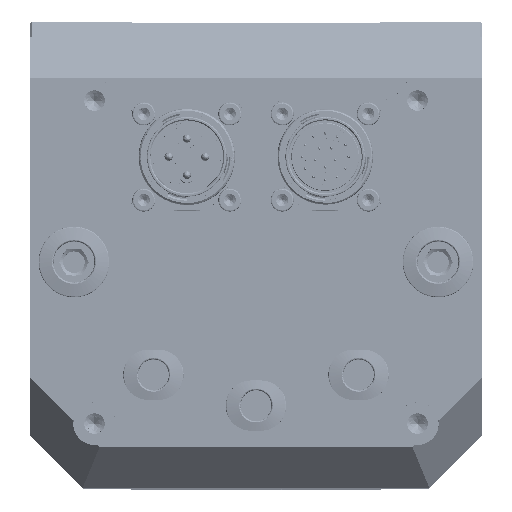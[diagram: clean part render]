
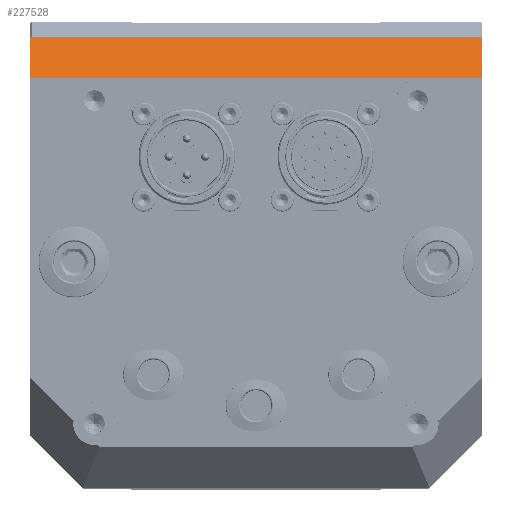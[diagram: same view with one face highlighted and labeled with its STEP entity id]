
A CAD part, top view. The second image highlights one B-rep face of the part: STEP entity #227528.
In plain terms, the highlighted free-form (B-spline) face has degree [1, 1] with [2, 2] control points.
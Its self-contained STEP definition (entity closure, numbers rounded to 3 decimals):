
#224423 = VERTEX_POINT('',#224424);
#224424 = CARTESIAN_POINT('',(52.35,42.832,
    345.628));
#224429 = EDGE_CURVE('',#224423,#224430,#224432,.T.);
#224430 = VERTEX_POINT('',#224431);
#224431 = CARTESIAN_POINT('',(-52.35,42.832,
    345.628));
#224432 = B_SPLINE_CURVE_WITH_KNOTS('',1,(#224433,#224434),
  .UNSPECIFIED.,.F.,.F.,(2,2),(-88.,0.),.PIECEWISE_BEZIER_KNOTS.);
#224433 = CARTESIAN_POINT('',(52.35,42.832,
    345.628));
#224434 = CARTESIAN_POINT('',(-52.35,42.832,
    345.628));
#226313 = VERTEX_POINT('',#226314);
#226314 = CARTESIAN_POINT('',(52.35,52.35,
    336.11));
#226321 = EDGE_CURVE('',#226313,#224423,#226322,.T.);
#226322 = B_SPLINE_CURVE_WITH_KNOTS('',1,(#226323,#226324),
  .UNSPECIFIED.,.F.,.F.,(2,2),(-11.314,0.),
  .PIECEWISE_BEZIER_KNOTS.);
#226323 = CARTESIAN_POINT('',(52.35,52.35,
    336.11));
#226324 = CARTESIAN_POINT('',(52.35,42.832,
    345.628));
#226355 = VERTEX_POINT('',#226356);
#226356 = CARTESIAN_POINT('',(-52.35,52.35,
    336.11));
#226363 = EDGE_CURVE('',#226355,#226313,#226364,.T.);
#226364 = B_SPLINE_CURVE_WITH_KNOTS('',1,(#226365,#226366),
  .UNSPECIFIED.,.F.,.F.,(2,2),(-88.,0.),.PIECEWISE_BEZIER_KNOTS.);
#226365 = CARTESIAN_POINT('',(-52.35,52.35,
    336.11));
#226366 = CARTESIAN_POINT('',(52.35,52.35,
    336.11));
#226383 = EDGE_CURVE('',#224430,#226355,#226384,.T.);
#226384 = B_SPLINE_CURVE_WITH_KNOTS('',1,(#226385,#226386),
  .UNSPECIFIED.,.F.,.F.,(2,2),(0.,11.314),
  .PIECEWISE_BEZIER_KNOTS.);
#226385 = CARTESIAN_POINT('',(-52.35,42.832,
    345.628));
#226386 = CARTESIAN_POINT('',(-52.35,52.35,
    336.11));
#227528 = ADVANCED_FACE('',(#227529),#227535,.T.);
#227529 = FACE_BOUND('',#227530,.T.);
#227530 = EDGE_LOOP('',(#227531,#227532,#227533,#227534));
#227531 = ORIENTED_EDGE('',*,*,#226321,.F.);
#227532 = ORIENTED_EDGE('',*,*,#226363,.F.);
#227533 = ORIENTED_EDGE('',*,*,#226383,.F.);
#227534 = ORIENTED_EDGE('',*,*,#224429,.F.);
#227535 = B_SPLINE_SURFACE_WITH_KNOTS('',1,1,(
    (#227536,#227537)
    ,(#227538,#227539
  )),.UNSPECIFIED.,.F.,.F.,.F.,(2,2),(2,2),(-44.,44.),(
    0.,11.314),.PIECEWISE_BEZIER_KNOTS.);
#227536 = CARTESIAN_POINT('',(-52.35,42.832,
    345.628));
#227537 = CARTESIAN_POINT('',(-52.35,52.35,
    336.11));
#227538 = CARTESIAN_POINT('',(52.35,42.832,
    345.628));
#227539 = CARTESIAN_POINT('',(52.35,52.35,
    336.11));
